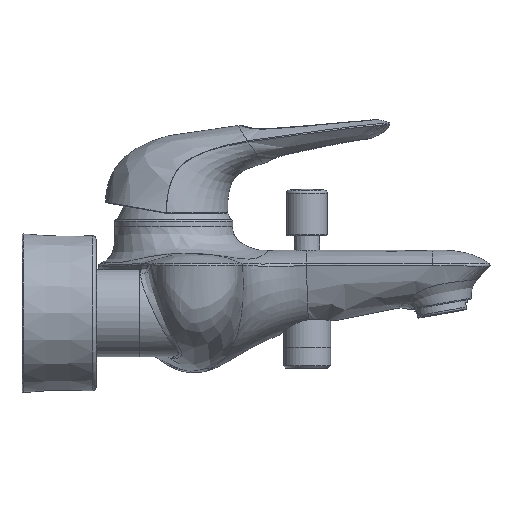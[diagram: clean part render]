
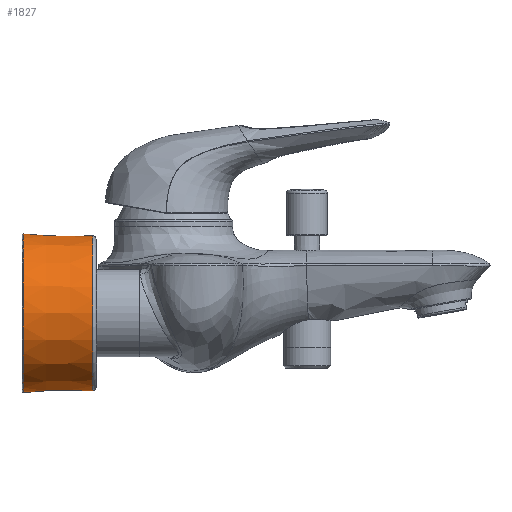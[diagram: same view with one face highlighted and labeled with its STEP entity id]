
A CAD part, left-side view. The second image highlights one B-rep face of the part: STEP entity #1827.
In plain terms, the highlighted conical face has half-angle 1.5 degrees and reference radius 35 mm.
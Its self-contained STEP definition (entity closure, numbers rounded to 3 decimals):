
#376=CONICAL_SURFACE('',#2657,35.,0.026);
#429=ORIENTED_EDGE('',*,*,#938,.F.);
#430=ORIENTED_EDGE('',*,*,#937,.T.);
#937=EDGE_CURVE('',#1226,#1226,#1416,.T.);
#938=EDGE_CURVE('',#1227,#1227,#1417,.T.);
#1226=VERTEX_POINT('',#3047);
#1227=VERTEX_POINT('',#3050);
#1416=CIRCLE('',#2656,35.);
#1417=CIRCLE('',#2658,34.196);
#1494=EDGE_LOOP('',(#429));
#1495=EDGE_LOOP('',(#430));
#1656=FACE_BOUND('',#1494,.T.);
#1657=FACE_BOUND('',#1495,.T.);
#1827=ADVANCED_FACE('',(#1656,#1657),#376,.T.);
#2656=AXIS2_PLACEMENT_3D('',#3046,#2803,#2804);
#2657=AXIS2_PLACEMENT_3D('',#3048,#2805,#2806);
#2658=AXIS2_PLACEMENT_3D('',#3049,#2807,#2808);
#2803=DIRECTION('',(0.,-1.,0.));
#2804=DIRECTION('',(1.,0.,0.));
#2805=DIRECTION('',(0.,1.,0.));
#2806=DIRECTION('',(-1.,0.,0.));
#2807=DIRECTION('',(0.,-1.,0.));
#2808=DIRECTION('',(1.,0.,0.));
#3046=CARTESIAN_POINT('',(-75.,75.487,5.));
#3047=CARTESIAN_POINT('',(-40.,75.487,5.));
#3048=CARTESIAN_POINT('',(-75.,75.487,5.));
#3049=CARTESIAN_POINT('',(-75.,44.797,5.));
#3050=CARTESIAN_POINT('',(-40.804,44.797,5.));
